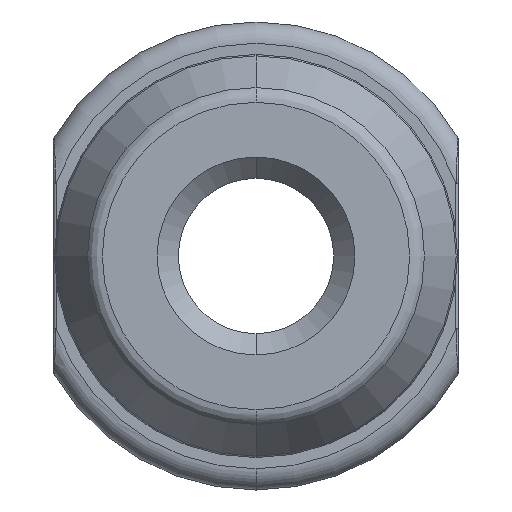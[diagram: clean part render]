
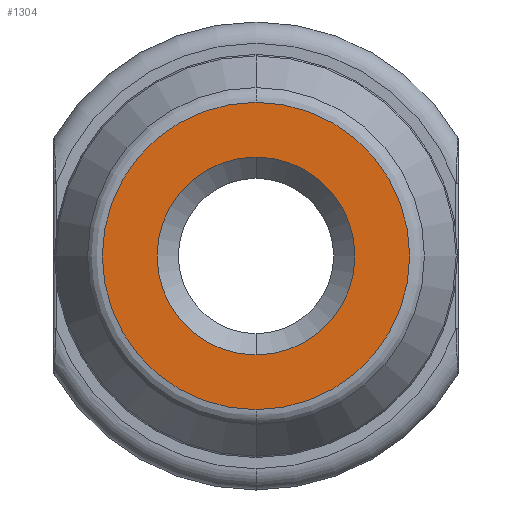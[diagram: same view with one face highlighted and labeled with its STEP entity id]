
A CAD part, left-side view. The second image highlights one B-rep face of the part: STEP entity #1304.
In plain terms, the highlighted planar face has unit normal (-1, 0, 0).
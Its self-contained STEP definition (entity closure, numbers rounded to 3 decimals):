
#197 = EDGE_LOOP ( 'NONE', ( #3406, #5869 ) ) ;
#364 = EDGE_CURVE ( 'NONE', #2719, #3423, #1781, .T. ) ;
#523 = CARTESIAN_POINT ( 'NONE',  ( 0., 0., 7.223 ) ) ;
#639 = DIRECTION ( 'NONE',  ( -1., 0., 0. ) ) ;
#1304 = ADVANCED_FACE ( 'NONE', ( #2892, #3351 ), #4443, .F. ) ;
#1678 = DIRECTION ( 'NONE',  ( 1., 0., 0. ) ) ;
#1737 = AXIS2_PLACEMENT_3D ( 'NONE', #4676, #4381, #4742 ) ;
#1781 = CIRCLE ( 'NONE', #4336, 4.65 ) ;
#2066 = DIRECTION ( 'NONE',  ( 0., 0., -1. ) ) ;
#2081 = CARTESIAN_POINT ( 'NONE',  ( 0., 0., 0. ) ) ;
#2199 = DIRECTION ( 'NONE',  ( 1., 0., 0. ) ) ;
#2261 = ORIENTED_EDGE ( 'NONE', *, *, #4933, .T. ) ;
#2491 = DIRECTION ( 'NONE',  ( -1., 0., 0. ) ) ;
#2512 = VERTEX_POINT ( 'NONE', #523 ) ;
#2700 = VERTEX_POINT ( 'NONE', #5453 ) ;
#2719 = VERTEX_POINT ( 'NONE', #3565 ) ;
#2886 = AXIS2_PLACEMENT_3D ( 'NONE', #3495, #639, #3974 ) ;
#2892 = FACE_BOUND ( 'NONE', #197, .T. ) ;
#3310 = ORIENTED_EDGE ( 'NONE', *, *, #6074, .T. ) ;
#3351 = FACE_OUTER_BOUND ( 'NONE', #4220, .T. ) ;
#3406 = ORIENTED_EDGE ( 'NONE', *, *, #3692, .T. ) ;
#3423 = VERTEX_POINT ( 'NONE', #3803 ) ;
#3495 = CARTESIAN_POINT ( 'NONE',  ( 0., 0., 0. ) ) ;
#3537 = AXIS2_PLACEMENT_3D ( 'NONE', #4534, #1678, #5010 ) ;
#3565 = CARTESIAN_POINT ( 'NONE',  ( 0., 0., -4.65 ) ) ;
#3601 = AXIS2_PLACEMENT_3D ( 'NONE', #5341, #2491, #5850 ) ;
#3692 = EDGE_CURVE ( 'NONE', #3423, #2719, #5716, .T. ) ;
#3803 = CARTESIAN_POINT ( 'NONE',  ( 0., 0., 4.65 ) ) ;
#3974 = DIRECTION ( 'NONE',  ( 0., 0., -1. ) ) ;
#4189 = CIRCLE ( 'NONE', #2886, 7.223 ) ;
#4220 = EDGE_LOOP ( 'NONE', ( #2261, #3310 ) ) ;
#4336 = AXIS2_PLACEMENT_3D ( 'NONE', #2081, #2199, #2066 ) ;
#4381 = DIRECTION ( 'NONE',  ( 1., 0., 0. ) ) ;
#4443 = PLANE ( 'NONE',  #1737 ) ;
#4534 = CARTESIAN_POINT ( 'NONE',  ( 0., 0., 0. ) ) ;
#4676 = CARTESIAN_POINT ( 'NONE',  ( 0., 0., -7.685 ) ) ;
#4742 = DIRECTION ( 'NONE',  ( 0., 0., -1. ) ) ;
#4743 = CIRCLE ( 'NONE', #3601, 7.223 ) ;
#4933 = EDGE_CURVE ( 'NONE', #2700, #2512, #4743, .T. ) ;
#5010 = DIRECTION ( 'NONE',  ( 0., 0., -1. ) ) ;
#5341 = CARTESIAN_POINT ( 'NONE',  ( 0., 0., 0. ) ) ;
#5453 = CARTESIAN_POINT ( 'NONE',  ( 0., 0., -7.223 ) ) ;
#5716 = CIRCLE ( 'NONE', #3537, 4.65 ) ;
#5850 = DIRECTION ( 'NONE',  ( 0., 0., -1. ) ) ;
#5869 = ORIENTED_EDGE ( 'NONE', *, *, #364, .T. ) ;
#6074 = EDGE_CURVE ( 'NONE', #2512, #2700, #4189, .T. ) ;
